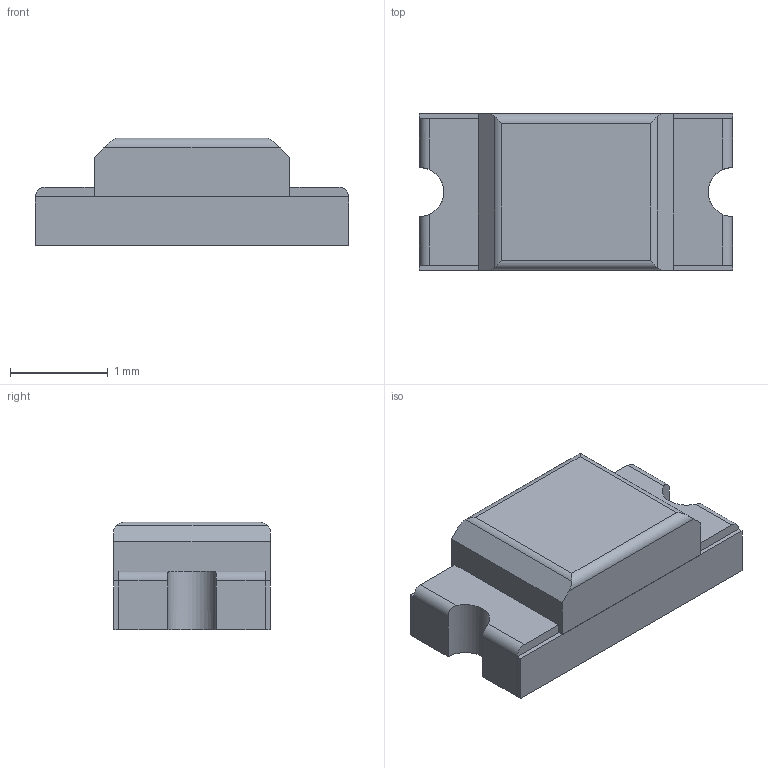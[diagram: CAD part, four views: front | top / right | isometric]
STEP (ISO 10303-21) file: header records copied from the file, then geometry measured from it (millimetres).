
FILE_DESCRIPTION(('FreeCAD Model'),'2;1');
FILE_NAME('LED 1206 Grn.stp','2015-09-29T10:46:54',('Author'),(''), 'Open CASCADE STEP processor 6.8','FreeCAD','Unknown');
FILE_SCHEMA(('AUTOMOTIVE_DESIGN_CC2 { 1 2 10303 214 -1 1 5 4 }'));
Length unit declared in the file: millimetre
Products named in the file (4): Fillet001_(Solid)001; Fillet001_(Solid); Lens; Base
Bounding box: 3.2 x 1.6 x 1.1 mm (x, y, z)
Volume: 4.5 mm3; surface area: 31.2 mm2
Topology: 4 solids, 4 shells, 46 faces, 114 edges, 76 vertices
Faces by surface type: plane 36, cylinder 10
Entity records: 3369 total; most frequent: CARTESIAN_POINT 1005, DIRECTION 412, LINE 278, VECTOR 278, ORIENTED_EDGE 228, PCURVE 228, DEFINITIONAL_REPRESENTATION 228, EDGE_CURVE 114
